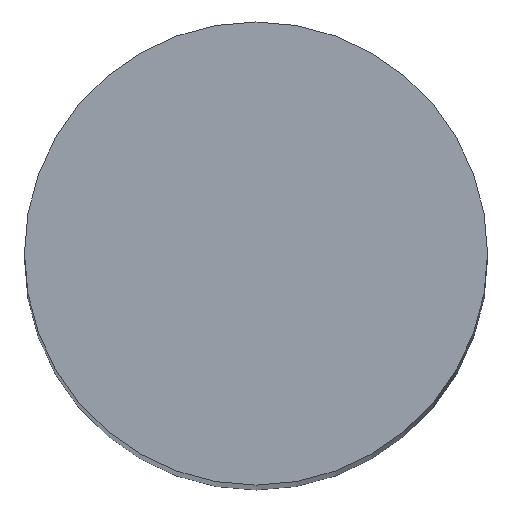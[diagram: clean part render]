
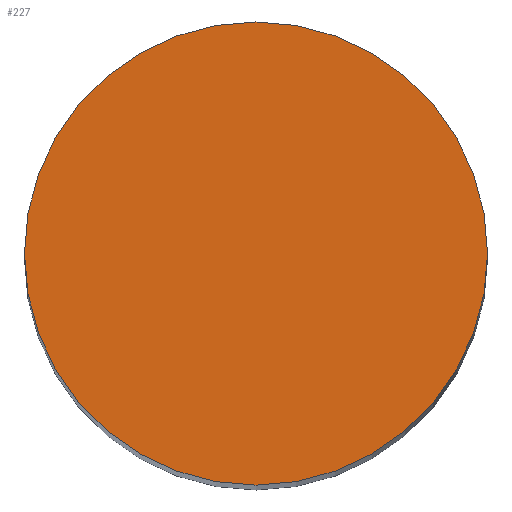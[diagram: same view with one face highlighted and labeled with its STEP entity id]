
A CAD part, top view. The second image highlights one B-rep face of the part: STEP entity #227.
In plain terms, the highlighted planar face has unit normal (0, 0, 1).
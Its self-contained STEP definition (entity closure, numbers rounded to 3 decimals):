
#141=EDGE_CURVE('240[2]',#329,#329,#330,.T.);
#227=ADVANCED_FACE('240[2]',(#435),#436,.T.);
#329=VERTEX_POINT('',#596);
#330=CIRCLE('',#597,3.5);
#435=FACE_OUTER_BOUND('',#792,.T.);
#436=PLANE('',#793);
#596=CARTESIAN_POINT('',(-3.5,0.,0.));
#597=AXIS2_PLACEMENT_3D('',#854,#855,#856);
#792=EDGE_LOOP('',(#1000));
#793=AXIS2_PLACEMENT_3D('',#1001,#1002,#1003);
#854=CARTESIAN_POINT('',(0.,0.,0.));
#855=DIRECTION('',(0.,0.,-1.0));
#856=DIRECTION('',(-1.0,0.,0.));
#1000=ORIENTED_EDGE('',*,*,#141,.F.);
#1001=CARTESIAN_POINT('',(-1.75,0.,0.));
#1002=DIRECTION('',(0.,0.,1.0));
#1003=DIRECTION('',(-1.0,0.,0.0));
